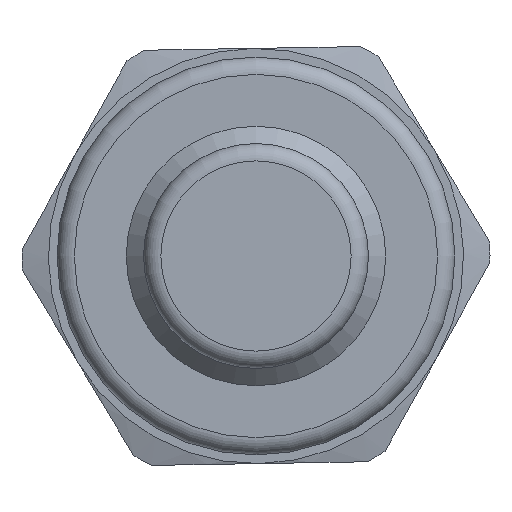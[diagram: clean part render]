
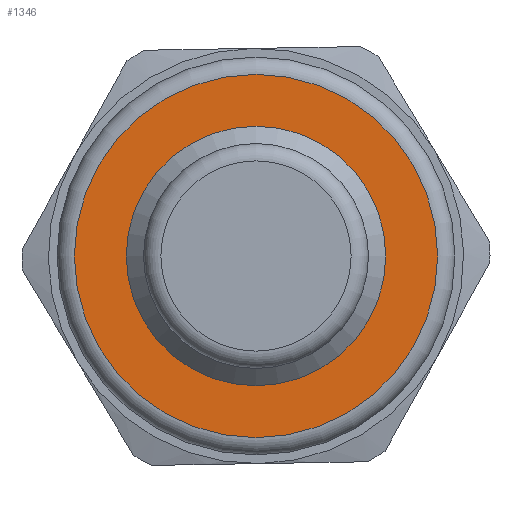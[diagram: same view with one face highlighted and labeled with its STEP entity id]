
A CAD part, left-side view. The second image highlights one B-rep face of the part: STEP entity #1346.
In plain terms, the highlighted planar face has unit normal (-1, 0, 0).
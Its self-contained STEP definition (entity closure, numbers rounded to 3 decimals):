
#1304=CARTESIAN_POINT('',(21.5,10.5,0.0));
#1305=VERTEX_POINT('',#1304);
#1306=CARTESIAN_POINT('',(21.5,0.0,0.0));
#1307=DIRECTION('',(1.0,0.0,0.0));
#1308=DIRECTION('',(0.0,-1.0,0.0));
#1309=AXIS2_PLACEMENT_3D('',#1306,#1307,#1308);
#1310=CIRCLE('',#1309,10.5);
#1311=EDGE_CURVE('',#1305,#1305,#1310,.T.);
#1327=CARTESIAN_POINT('',(21.5,9.5,0.0));
#1328=DIRECTION('',(-1.0,0.0,0.0));
#1329=DIRECTION('',(0.0,0.0,1.0));
#1330=AXIS2_PLACEMENT_3D('',#1327,#1328,#1329);
#1331=PLANE('',#1330);
#1332=ORIENTED_EDGE('',*,*,#1311,.F.);
#1333=EDGE_LOOP('',(#1332));
#1334=FACE_OUTER_BOUND('',#1333,.T.);
#1335=CARTESIAN_POINT('',(21.5,7.5,0.0));
#1336=VERTEX_POINT('',#1335);
#1337=CARTESIAN_POINT('',(21.5,0.0,0.0));
#1338=DIRECTION('',(1.0,0.0,0.0));
#1339=DIRECTION('',(0.0,1.0,0.0));
#1340=AXIS2_PLACEMENT_3D('',#1337,#1338,#1339);
#1341=CIRCLE('',#1340,7.5);
#1342=EDGE_CURVE('',#1336,#1336,#1341,.T.);
#1343=ORIENTED_EDGE('',*,*,#1342,.T.);
#1344=EDGE_LOOP('',(#1343));
#1345=FACE_BOUND('',#1344,.T.);
#1346=ADVANCED_FACE('',(#1334,#1345),#1331,.T.);
